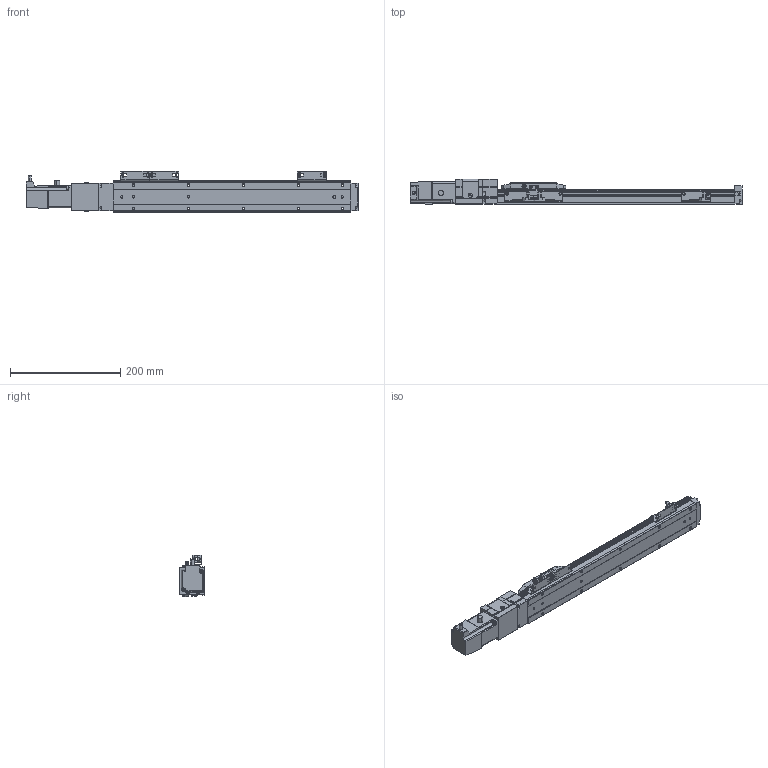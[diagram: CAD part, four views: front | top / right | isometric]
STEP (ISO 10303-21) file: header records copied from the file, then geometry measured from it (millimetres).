
FILE_DESCRIPTION (( 'STEP AP214' ), '1' );
FILE_NAME ('MLU52BC-10XLD-0300-XXXX.STEP', '2025-02-28T15:28:47', ( '' ), ( '' ), 'SwSTEP 2.0', 'SolidWorks 2022', '' );
FILE_SCHEMA (( 'AUTOMOTIVE_DESIGN' ));
Length unit declared in the file: millimetre
Products named in the file (12): FANG STICKER; MLU52-300SENSORPLATE; MLU52-300SENSOR; MLU52-300-2; MLU52BC-10XLD-0300-XXXX; MLU52-300-4; MLU52-300-1; MLU52-300CARRIAGE; MLU52-300-5; MLU52-300MOTOR; MLU52-300FANGTOOTH; MLU52-300-3
Assembly tree (15 placements, depth 2):
  MLU52BC-10XLD-0300-XXXX
    MLU52-300-1
    MLU52-300-2
    MLU52-300-3
    MLU52-300MOTOR
    MLU52-300-4
    MLU52-300FANGTOOTH
    MLU52-300CARRIAGE
    MLU52-300-5
    MLU52-300SENSORPLATE  x3
    MLU52-300SENSOR  x3
    FANG STICKER
Bounding box: 603.4 x 46 x 76 mm (x, y, z)
Volume: 918161.1 mm3; surface area: 186614.3 mm2
Topology: 15 solids, 15 shells, 1541 faces, 4140 edges, 2725 vertices
Faces by surface type: plane 837, cylinder 608, cone 56, torus 40
Entity records: 41634 total; most frequent: CARTESIAN_POINT 8507, ORIENTED_EDGE 6840, DIRECTION 6795, EDGE_CURVE 3420, AXIS2_PLACEMENT_3D 2275, VERTEX_POINT 2253, LINE 2245, VECTOR 2245
